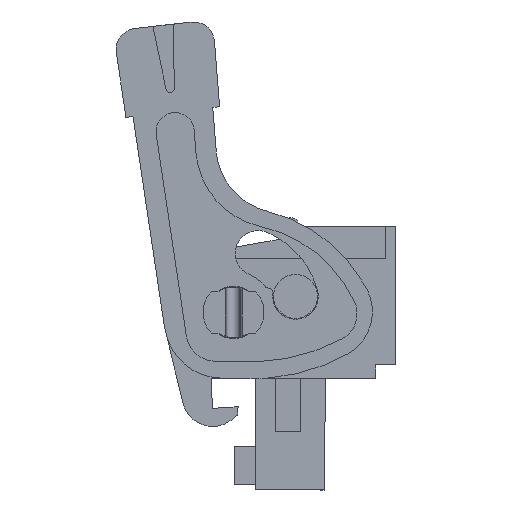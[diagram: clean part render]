
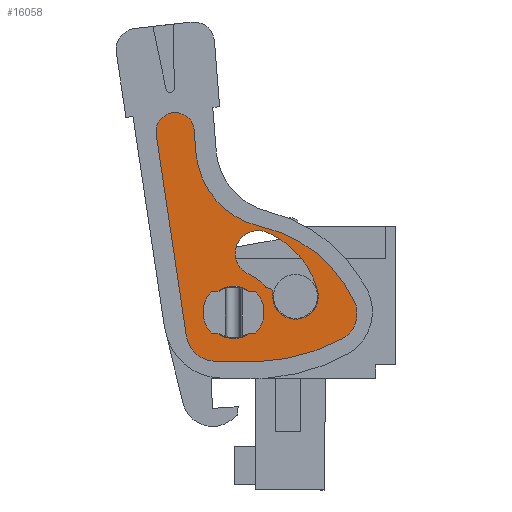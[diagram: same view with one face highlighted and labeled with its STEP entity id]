
A CAD part, left-side view. The second image highlights one B-rep face of the part: STEP entity #16058.
In plain terms, the highlighted planar face has unit normal (-1, 0, 0).
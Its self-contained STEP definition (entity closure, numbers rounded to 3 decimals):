
#15761=AXIS2_PLACEMENT_3D('Plane Axis2P3D',#15758,#15759,#15760) ;
#15890=AXIS2_PLACEMENT_3D('Circle Axis2P3D',#15888,#15889,$) ;
#15914=AXIS2_PLACEMENT_3D('Circle Axis2P3D',#15912,#15913,$) ;
#15940=AXIS2_PLACEMENT_3D('Circle Axis2P3D',#15938,#15939,$) ;
#15947=AXIS2_PLACEMENT_3D('Circle Axis2P3D',#15945,#15946,$) ;
#15954=AXIS2_PLACEMENT_3D('Circle Axis2P3D',#15952,#15953,$) ;
#15961=AXIS2_PLACEMENT_3D('Circle Axis2P3D',#15959,#15960,$) ;
#15984=AXIS2_PLACEMENT_3D('Circle Axis2P3D',#15982,#15983,$) ;
#15993=AXIS2_PLACEMENT_3D('Circle Axis2P3D',#15991,#15992,$) ;
#16000=AXIS2_PLACEMENT_3D('Circle Axis2P3D',#15998,#15999,$) ;
#16007=AXIS2_PLACEMENT_3D('Circle Axis2P3D',#16005,#16006,$) ;
#16014=AXIS2_PLACEMENT_3D('Circle Axis2P3D',#16012,#16013,$) ;
#16021=AXIS2_PLACEMENT_3D('Circle Axis2P3D',#16019,#16020,$) ;
#16028=AXIS2_PLACEMENT_3D('Circle Axis2P3D',#16026,#16027,$) ;
#16042=AXIS2_PLACEMENT_3D('Circle Axis2P3D',#16040,#16041,$) ;
#16051=AXIS2_PLACEMENT_3D('Circle Axis2P3D',#16049,#16050,$) ;
#15758=CARTESIAN_POINT('Axis2P3D Location',(1.1,1.4,0.)) ;
#15857=CARTESIAN_POINT('Line Origine',(1.1,13.287,15.072)) ;
#15861=CARTESIAN_POINT('Vertex',(1.1,12.398,9.121)) ;
#15863=CARTESIAN_POINT('Vertex',(1.1,14.176,21.023)) ;
#15888=CARTESIAN_POINT('Axis2P3D Location',(1.1,10.645,9.383)) ;
#15892=CARTESIAN_POINT('Vertex',(1.1,10.665,7.61)) ;
#15912=CARTESIAN_POINT('Axis2P3D Location',(1.1,13.058,21.19)) ;
#15916=CARTESIAN_POINT('Vertex',(1.1,11.931,21.279)) ;
#15931=CARTESIAN_POINT('Line Origine',(1.1,9.423,7.596)) ;
#15935=CARTESIAN_POINT('Vertex',(1.1,8.181,7.582)) ;
#15938=CARTESIAN_POINT('Axis2P3D Location',(1.1,8.615,19.073)) ;
#15942=CARTESIAN_POINT('Vertex',(1.1,3.202,8.927)) ;
#15945=CARTESIAN_POINT('Axis2P3D Location',(1.1,4.004,10.431)) ;
#15949=CARTESIAN_POINT('Vertex',(1.1,2.462,11.157)) ;
#15952=CARTESIAN_POINT('Axis2P3D Location',(1.1,9.73,7.737)) ;
#15956=CARTESIAN_POINT('Vertex',(1.1,8.015,15.585)) ;
#15959=CARTESIAN_POINT('Axis2P3D Location',(1.1,6.976,20.339)) ;
#15963=CARTESIAN_POINT('Vertex',(1.1,11.827,19.957)) ;
#15966=CARTESIAN_POINT('Line Origine',(1.1,11.879,20.618)) ;
#15982=CARTESIAN_POINT('Axis2P3D Location',(1.1,7.517,12.189)) ;
#15986=CARTESIAN_POINT('Vertex',(1.1,7.517,11.939)) ;
#15988=CARTESIAN_POINT('Vertex',(1.1,7.711,12.031)) ;
#15991=CARTESIAN_POINT('Axis2P3D Location',(1.1,9.6,10.5)) ;
#15995=CARTESIAN_POINT('Vertex',(1.1,8.672,12.747)) ;
#15998=CARTESIAN_POINT('Axis2P3D Location',(1.1,8.156,13.995)) ;
#16002=CARTESIAN_POINT('Vertex',(1.1,7.641,15.242)) ;
#16005=CARTESIAN_POINT('Axis2P3D Location',(1.1,9.6,10.5)) ;
#16009=CARTESIAN_POINT('Vertex',(1.1,4.633,11.789)) ;
#16012=CARTESIAN_POINT('Axis2P3D Location',(1.1,5.94,11.45)) ;
#16016=CARTESIAN_POINT('Vertex',(1.1,7.286,11.555)) ;
#16019=CARTESIAN_POINT('Axis2P3D Location',(1.1,6.887,11.524)) ;
#16023=CARTESIAN_POINT('Vertex',(1.1,7.274,11.625)) ;
#16026=CARTESIAN_POINT('Axis2P3D Location',(1.1,7.516,11.689)) ;
#16040=CARTESIAN_POINT('Axis2P3D Location',(1.1,9.6,10.5)) ;
#16044=CARTESIAN_POINT('Vertex',(1.1,9.6,8.95)) ;
#16046=CARTESIAN_POINT('Vertex',(1.1,9.6,12.05)) ;
#16049=CARTESIAN_POINT('Axis2P3D Location',(1.1,9.6,10.5)) ;
#15759=DIRECTION('Axis2P3D Direction',(1.,0.,0.)) ;
#15760=DIRECTION('Axis2P3D XDirection',(0.,1.,0.)) ;
#15858=DIRECTION('Vector Direction',(0.,0.148,0.989)) ;
#15889=DIRECTION('Axis2P3D Direction',(1.,0.,0.)) ;
#15913=DIRECTION('Axis2P3D Direction',(1.,0.,0.)) ;
#15932=DIRECTION('Vector Direction',(0.,1.,0.011)) ;
#15939=DIRECTION('Axis2P3D Direction',(1.,0.,0.)) ;
#15946=DIRECTION('Axis2P3D Direction',(1.,0.,0.)) ;
#15953=DIRECTION('Axis2P3D Direction',(1.,0.,0.)) ;
#15960=DIRECTION('Axis2P3D Direction',(1.,0.,0.)) ;
#15967=DIRECTION('Vector Direction',(0.,-0.078,-0.997)) ;
#15983=DIRECTION('Axis2P3D Direction',(1.,0.,0.)) ;
#15992=DIRECTION('Axis2P3D Direction',(1.,0.,0.)) ;
#15999=DIRECTION('Axis2P3D Direction',(1.,0.,0.)) ;
#16006=DIRECTION('Axis2P3D Direction',(1.,0.,0.)) ;
#16013=DIRECTION('Axis2P3D Direction',(1.,0.,0.)) ;
#16020=DIRECTION('Axis2P3D Direction',(1.,0.,0.)) ;
#16027=DIRECTION('Axis2P3D Direction',(1.,0.,0.)) ;
#16041=DIRECTION('Axis2P3D Direction',(1.,0.,0.)) ;
#16050=DIRECTION('Axis2P3D Direction',(1.,0.,0.)) ;
#15859=VECTOR('Line Direction',#15858,1.) ;
#15933=VECTOR('Line Direction',#15932,1.) ;
#15968=VECTOR('Line Direction',#15967,1.) ;
#15972=ORIENTED_EDGE('',*,*,#15894,.F.) ;
#15973=ORIENTED_EDGE('',*,*,#15937,.F.) ;
#15974=ORIENTED_EDGE('',*,*,#15944,.F.) ;
#15975=ORIENTED_EDGE('',*,*,#15951,.F.) ;
#15976=ORIENTED_EDGE('',*,*,#15958,.F.) ;
#15977=ORIENTED_EDGE('',*,*,#15965,.F.) ;
#15978=ORIENTED_EDGE('',*,*,#15970,.F.) ;
#15979=ORIENTED_EDGE('',*,*,#15918,.F.) ;
#15980=ORIENTED_EDGE('',*,*,#15865,.F.) ;
#16032=ORIENTED_EDGE('',*,*,#15990,.T.) ;
#16033=ORIENTED_EDGE('',*,*,#15997,.F.) ;
#16034=ORIENTED_EDGE('',*,*,#16004,.T.) ;
#16035=ORIENTED_EDGE('',*,*,#16011,.T.) ;
#16036=ORIENTED_EDGE('',*,*,#16018,.T.) ;
#16037=ORIENTED_EDGE('',*,*,#16025,.T.) ;
#16038=ORIENTED_EDGE('',*,*,#16030,.F.) ;
#16055=ORIENTED_EDGE('',*,*,#16048,.T.) ;
#16056=ORIENTED_EDGE('',*,*,#16053,.T.) ;
#16039=FACE_BOUND('',#16031,.T.) ;
#16057=FACE_BOUND('',#16054,.T.) ;
#16058=ADVANCED_FACE('lock',(#15981,#16039,#16057),#15762,.F.) ;
#15891=CIRCLE('generated circle',#15890,1.773) ;
#15915=CIRCLE('generated circle',#15914,1.131) ;
#15941=CIRCLE('generated circle',#15940,11.5) ;
#15948=CIRCLE('generated circle',#15947,1.705) ;
#15955=CIRCLE('generated circle',#15954,8.033) ;
#15962=CIRCLE('generated circle',#15961,4.866) ;
#15985=CIRCLE('generated circle',#15984,0.25) ;
#15994=CIRCLE('generated circle',#15993,2.431) ;
#16001=CIRCLE('generated circle',#16000,1.35) ;
#16008=CIRCLE('generated circle',#16007,5.131) ;
#16015=CIRCLE('generated circle',#16014,1.35) ;
#16022=CIRCLE('generated circle',#16021,0.4) ;
#16029=CIRCLE('generated circle',#16028,0.25) ;
#16043=CIRCLE('generated circle',#16042,1.55) ;
#16052=CIRCLE('generated circle',#16051,1.55) ;
#15865=EDGE_CURVE('',#15862,#15864,#15860,.T.) ;
#15894=EDGE_CURVE('',#15893,#15862,#15891,.T.) ;
#15918=EDGE_CURVE('',#15864,#15917,#15915,.T.) ;
#15937=EDGE_CURVE('',#15936,#15893,#15934,.T.) ;
#15944=EDGE_CURVE('',#15943,#15936,#15941,.T.) ;
#15951=EDGE_CURVE('',#15950,#15943,#15948,.T.) ;
#15958=EDGE_CURVE('',#15957,#15950,#15955,.T.) ;
#15965=EDGE_CURVE('',#15964,#15957,#15962,.F.) ;
#15970=EDGE_CURVE('',#15917,#15964,#15969,.T.) ;
#15990=EDGE_CURVE('',#15987,#15989,#15985,.T.) ;
#15997=EDGE_CURVE('',#15996,#15989,#15994,.T.) ;
#16004=EDGE_CURVE('',#15996,#16003,#16001,.T.) ;
#16011=EDGE_CURVE('',#16003,#16010,#16008,.T.) ;
#16018=EDGE_CURVE('',#16010,#16017,#16015,.T.) ;
#16025=EDGE_CURVE('',#16017,#16024,#16022,.T.) ;
#16030=EDGE_CURVE('',#15987,#16024,#16029,.T.) ;
#16048=EDGE_CURVE('',#16045,#16047,#16043,.T.) ;
#16053=EDGE_CURVE('',#16047,#16045,#16052,.T.) ;
#15971=EDGE_LOOP('',(#15972,#15973,#15974,#15975,#15976,#15977,#15978,#15979,#15980)) ;
#16031=EDGE_LOOP('',(#16032,#16033,#16034,#16035,#16036,#16037,#16038)) ;
#16054=EDGE_LOOP('',(#16055,#16056)) ;
#15981=FACE_OUTER_BOUND('',#15971,.T.) ;
#15860=LINE('Line',#15857,#15859) ;
#15934=LINE('Line',#15931,#15933) ;
#15969=LINE('Line',#15966,#15968) ;
#15762=PLANE('',#15761) ;
#15862=VERTEX_POINT('',#15861) ;
#15864=VERTEX_POINT('',#15863) ;
#15893=VERTEX_POINT('',#15892) ;
#15917=VERTEX_POINT('',#15916) ;
#15936=VERTEX_POINT('',#15935) ;
#15943=VERTEX_POINT('',#15942) ;
#15950=VERTEX_POINT('',#15949) ;
#15957=VERTEX_POINT('',#15956) ;
#15964=VERTEX_POINT('',#15963) ;
#15987=VERTEX_POINT('',#15986) ;
#15989=VERTEX_POINT('',#15988) ;
#15996=VERTEX_POINT('',#15995) ;
#16003=VERTEX_POINT('',#16002) ;
#16010=VERTEX_POINT('',#16009) ;
#16017=VERTEX_POINT('',#16016) ;
#16024=VERTEX_POINT('',#16023) ;
#16045=VERTEX_POINT('',#16044) ;
#16047=VERTEX_POINT('',#16046) ;
